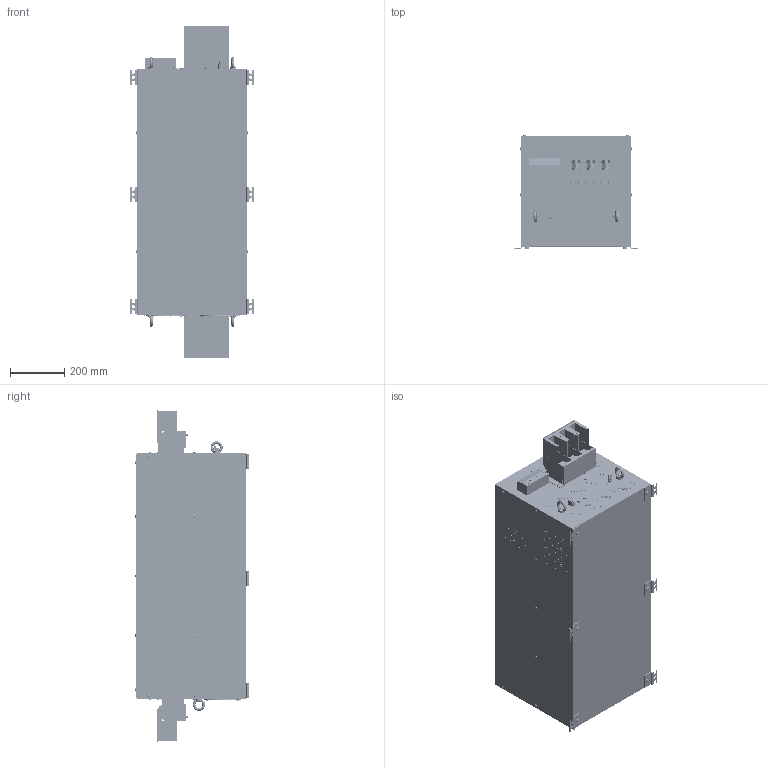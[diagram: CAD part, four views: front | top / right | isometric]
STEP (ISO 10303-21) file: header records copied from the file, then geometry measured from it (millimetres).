
FILE_DESCRIPTION (( 'STEP AP214' ), '1' );
FILE_NAME ('481874.STEP', '2022-06-14T12:15:19', ( '' ), ( '' ), 'SwSTEP 2.0', 'SolidWorks 2018', '' );
FILE_SCHEMA (( 'AUTOMOTIVE_DESIGN' ));
Products named in the file (1): 481874
Bounding box: 454 x 418.77 x 1219 mm (x, y, z)
Volume: 8580044.9 mm3; surface area: 4463507.2 mm2
Topology: 1 solids, 43 shells, 7733 faces, 17469 edges, 11396 vertices
Faces by surface type: cylinder 3915, plane 3102, torus 460, cone 212, sphere 28, bspline 16
Entity records: 228675 total; most frequent: CARTESIAN_POINT 45801, DIRECTION 41939, ORIENTED_EDGE 34938, EDGE_CURVE 17469, AXIS2_PLACEMENT_3D 17269, VERTEX_POINT 11396, EDGE_LOOP 9743, CIRCLE 9551
